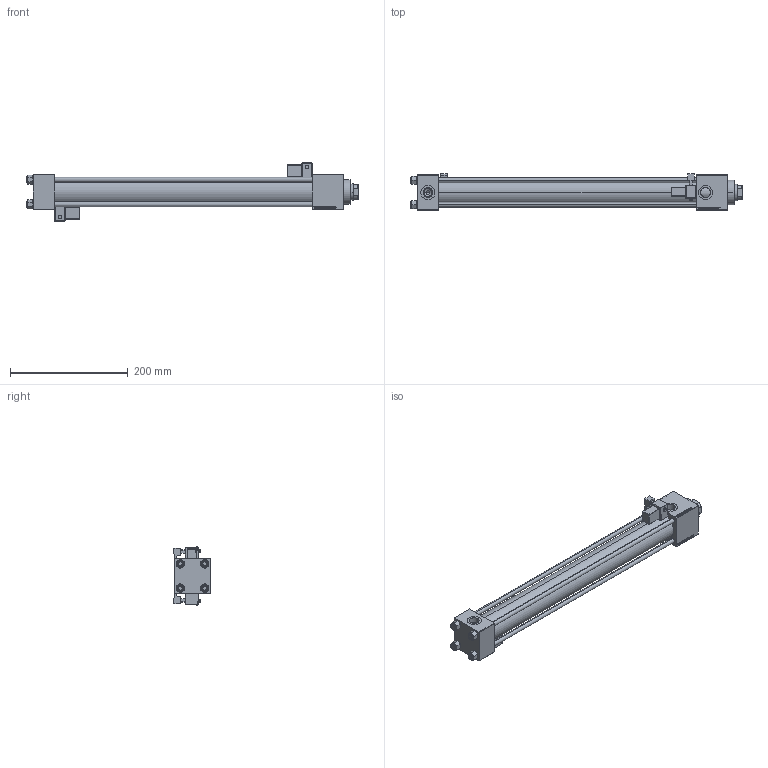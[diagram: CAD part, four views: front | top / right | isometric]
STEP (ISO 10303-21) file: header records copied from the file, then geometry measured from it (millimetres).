
FILE_DESCRIPTION (( 'STEP AP203' ), '1' );
FILE_NAME ('98de.STEP', '2023-08-22T21:37:26', ( '' ), ( '' ), 'SwSTEP 2.0', 'SolidWorks 2019', '' );
FILE_SCHEMA (( 'CONFIG_CONTROL_DESIGN' ));
Length unit declared in the file: millimetre
Products named in the file (9): V215CR_C_TYCINKA 3a82f52e013792712dece9ba454b2efa; 98de; NUT_M5_C 3a82f52e013792712dece9ba454b2efa; FEMALE_PART_FOR_DFA 3a82f52e013792712dece9ba454b2efa; V215CR_C_Body 3a82f52e013792712dece9ba454b2efa; DFA 3a82f52e013792712dece9ba454b2efa; V215_VC_A 3a82f52e013792712dece9ba454b2efa; V215CR_VCP_C 3a82f52e013792712dece9ba454b2efa; V215CR_MSU 3a82f52e013792712dece9ba454b2efa
Assembly tree (15 placements, depth 3):
  98de
    V215CR_C_Body 3a82f52e013792712dece9ba454b2efa
    V215CR_VCP_C 3a82f52e013792712dece9ba454b2efa
    NUT_M5_C 3a82f52e013792712dece9ba454b2efa  x4
    V215CR_C_TYCINKA 3a82f52e013792712dece9ba454b2efa  x4
    V215_VC_A 3a82f52e013792712dece9ba454b2efa
    DFA 3a82f52e013792712dece9ba454b2efa
      FEMALE_PART_FOR_DFA 3a82f52e013792712dece9ba454b2efa
    V215CR_MSU 3a82f52e013792712dece9ba454b2efa  x2
Bounding box: 565 x 61.9 x 98.85 mm (x, y, z)
Volume: 953694.6 mm3; surface area: 305467.3 mm2
Topology: 14 solids, 14 shells, 1335 faces, 3311 edges, 2105 vertices
Faces by surface type: plane 596, bspline 392, cylinder 155, cone 148, sphere 24, torus 20
Entity records: 53579 total; most frequent: CARTESIAN_POINT 27635, ORIENTED_EDGE 5732, DIRECTION 3868, EDGE_CURVE 2866, VERTEX_POINT 1865, VECTOR 1728, LINE 1728, EDGE_LOOP 1271
